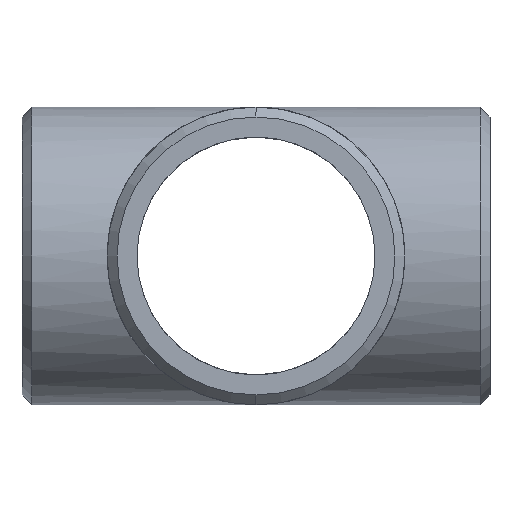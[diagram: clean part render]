
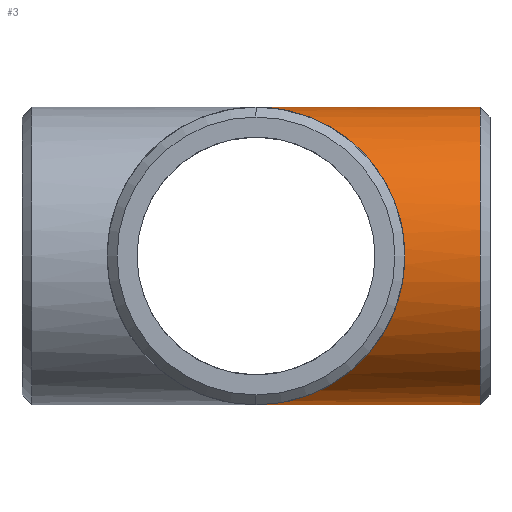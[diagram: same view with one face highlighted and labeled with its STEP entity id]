
A CAD part, left-side view. The second image highlights one B-rep face of the part: STEP entity #3.
In plain terms, the highlighted cylindrical face has radius 177.8 mm (diameter 355.6 mm), a partial arc.
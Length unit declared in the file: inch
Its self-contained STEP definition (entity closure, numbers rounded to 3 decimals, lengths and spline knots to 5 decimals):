
#3 = ADVANCED_FACE ( 'NONE', ( #288 ), #47, .T. ) ;
#11 = VECTOR ( 'NONE', #532, 39.37008 ) ;
#47 = CYLINDRICAL_SURFACE ( 'NONE', #380, 7. ) ;
#98 = EDGE_CURVE ( 'NONE', #472, #100, #659, .T. ) ;
#100 = VERTEX_POINT ( 'NONE', #741 ) ;
#117 = CARTESIAN_POINT ( 'NONE',  ( 0., -11., 0. ) ) ;
#140 =( BOUNDED_CURVE ( )  B_SPLINE_CURVE ( 3, ( #512, #268, #705, #654 ),
 .UNSPECIFIED., .F., .T. ) 
 B_SPLINE_CURVE_WITH_KNOTS ( ( 4, 4 ),
 ( 4.71239, 7.85398 ),
 .UNSPECIFIED. ) 
 CURVE ( )  GEOMETRIC_REPRESENTATION_ITEM ( )  RATIONAL_B_SPLINE_CURVE ( ( 1., 0.333, 0.333, 1. ) ) 
 REPRESENTATION_ITEM ( '' )  );
#166 = CARTESIAN_POINT ( 'NONE',  ( 0., -11., 7. ) ) ;
#189 = CARTESIAN_POINT ( 'NONE',  ( 0., -11., -7. ) ) ;
#223 = ORIENTED_EDGE ( 'NONE', *, *, #98, .T. ) ;
#239 = EDGE_CURVE ( 'NONE', #100, #427, #644, .T. ) ;
#268 = CARTESIAN_POINT ( 'NONE',  ( -14., -14., -7. ) ) ;
#272 = ORIENTED_EDGE ( 'NONE', *, *, #239, .T. ) ;
#288 = FACE_OUTER_BOUND ( 'NONE', #293, .T. ) ;
#289 = CARTESIAN_POINT ( 'NONE',  ( 0., 0., 7. ) ) ;
#291 = DIRECTION ( 'NONE',  ( 0., 1., 0. ) ) ;
#293 = EDGE_LOOP ( 'NONE', ( #223, #272, #599, #453 ) ) ;
#325 = LINE ( 'NONE', #189, #367 ) ;
#367 = VECTOR ( 'NONE', #508, 39.37008 ) ;
#380 = AXIS2_PLACEMENT_3D ( 'NONE', #117, #291, #547 ) ;
#418 = CARTESIAN_POINT ( 'NONE',  ( 0., -10.53133, -7. ) ) ;
#424 = CARTESIAN_POINT ( 'NONE',  ( 0., -10.53133, 0. ) ) ;
#427 = VERTEX_POINT ( 'NONE', #289 ) ;
#453 = ORIENTED_EDGE ( 'NONE', *, *, #559, .F. ) ;
#472 = VERTEX_POINT ( 'NONE', #418 ) ;
#497 = DIRECTION ( 'NONE',  ( 0., 0., -1. ) ) ;
#508 = DIRECTION ( 'NONE',  ( 0., 1., 0. ) ) ;
#512 = CARTESIAN_POINT ( 'NONE',  ( 0., 0., -7. ) ) ;
#521 = CARTESIAN_POINT ( 'NONE',  ( 0., 0., -7. ) ) ;
#532 = DIRECTION ( 'NONE',  ( 0., 1., 0. ) ) ;
#547 = DIRECTION ( 'NONE',  ( 0., 0., -1. ) ) ;
#559 = EDGE_CURVE ( 'NONE', #472, #743, #325, .T. ) ;
#599 = ORIENTED_EDGE ( 'NONE', *, *, #637, .F. ) ;
#637 = EDGE_CURVE ( 'NONE', #743, #427, #140, .T. ) ;
#644 = LINE ( 'NONE', #166, #11 ) ;
#654 = CARTESIAN_POINT ( 'NONE',  ( 0., 0., 7. ) ) ;
#659 = CIRCLE ( 'NONE', #767, 7. ) ;
#669 = DIRECTION ( 'NONE',  ( 0., 1., 0. ) ) ;
#705 = CARTESIAN_POINT ( 'NONE',  ( -14., -14., 7. ) ) ;
#741 = CARTESIAN_POINT ( 'NONE',  ( 0., -10.53133, 7. ) ) ;
#743 = VERTEX_POINT ( 'NONE', #521 ) ;
#767 = AXIS2_PLACEMENT_3D ( 'NONE', #424, #669, #497 ) ;
